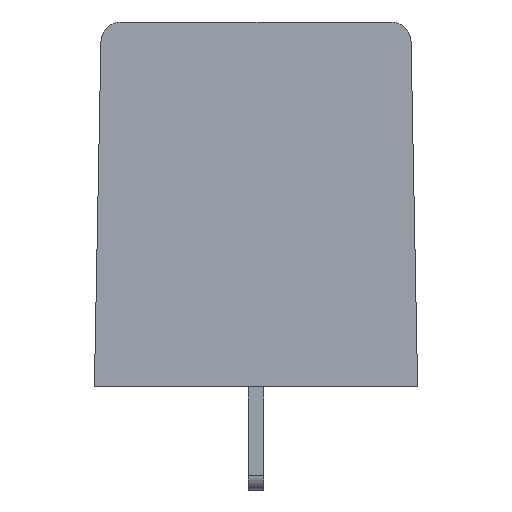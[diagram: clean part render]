
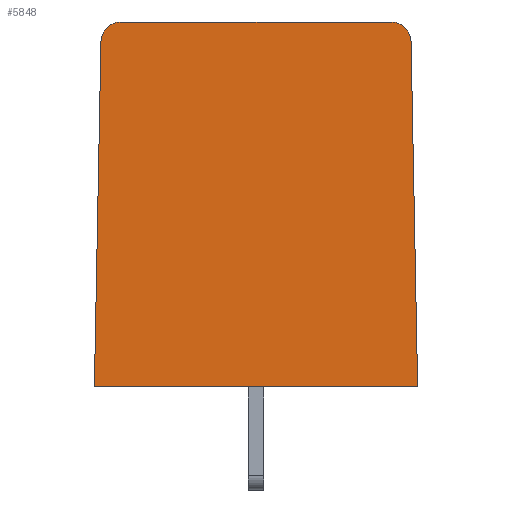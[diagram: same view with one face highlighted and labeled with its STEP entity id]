
A CAD part, left-side view. The second image highlights one B-rep face of the part: STEP entity #5848.
In plain terms, the highlighted planar face has unit normal (-1, 0, 0.011).
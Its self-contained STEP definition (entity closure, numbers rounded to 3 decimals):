
#5848=ADVANCED_FACE('',(#12174),#12176,.T.);
#12174=FACE_BOUND('',#12175,.T.);
#12175=EDGE_LOOP('',(#17428,#17429,#17430,#17431,#17432,#17433));
#12176=PLANE('',#12177);
#12177=AXIS2_PLACEMENT_3D('',#12178,#12179,#12180);
#12178=CARTESIAN_POINT('',(-48.45,8.15,0.));
#12179=DIRECTION('',(-1.,0.,0.011));
#12180=DIRECTION('',(0.,-1.,0.));
#17428=ORIENTED_EDGE('',*,*,#20326,.F.);
#17429=ORIENTED_EDGE('',*,*,#20335,.F.);
#17430=ORIENTED_EDGE('',*,*,#20333,.F.);
#17431=ORIENTED_EDGE('',*,*,#20332,.F.);
#17432=ORIENTED_EDGE('',*,*,#20329,.T.);
#17433=ORIENTED_EDGE('',*,*,#20327,.T.);
#20326=EDGE_CURVE('',#23703,#23701,#23705,.F.);
#20327=EDGE_CURVE('',#23706,#23701,#23707,.T.);
#20329=EDGE_CURVE('',#23709,#23706,#23710,.T.);
#20332=EDGE_CURVE('',#23709,#23712,#23714,.T.);
#20333=EDGE_CURVE('',#23712,#23715,#23716,.T.);
#20335=EDGE_CURVE('',#23715,#23703,#23718,.T.);
#23701=VERTEX_POINT('',#30843);
#23703=VERTEX_POINT('',#30847);
#23705=(BOUNDED_CURVE()B_SPLINE_CURVE(3,
(#30851,#30852,#30853,#30854),
.UNSPECIFIED.,.F.,.F.)B_SPLINE_CURVE_WITH_KNOTS((4,4),
(0.,1.),
.UNSPECIFIED.)CURVE()GEOMETRIC_REPRESENTATION_ITEM()RATIONAL_B_SPLINE_CURVE((1.,
0.809,0.809,1.))REPRESENTATION_ITEM(''));
#23706=VERTEX_POINT('',#30855);
#23707=LINE('',#30856,#30857);
#23709=VERTEX_POINT('',#30862);
#23710=LINE('',#30863,#30864);
#23712=VERTEX_POINT('',#30869);
#23714=LINE('',#30873,#30874);
#23715=VERTEX_POINT('',#30876);
#23716=(BOUNDED_CURVE()B_SPLINE_CURVE(3,
(#30877,#30878,#30879,#30880),
.UNSPECIFIED.,.F.,.F.)B_SPLINE_CURVE_WITH_KNOTS((4,4),
(0.,1.),
.UNSPECIFIED.)CURVE()GEOMETRIC_REPRESENTATION_ITEM()RATIONAL_B_SPLINE_CURVE((1.,
0.809,0.809,1.))REPRESENTATION_ITEM(''));
#23718=LINE('',#30884,#30885);
#30843=CARTESIAN_POINT('',(-48.261,-7.819,17.419));
#30847=CARTESIAN_POINT('',(-48.25,-6.819,18.4));
#30851=CARTESIAN_POINT('',(-48.261,-7.819,17.419));
#30852=CARTESIAN_POINT('',(-48.254,-7.808,17.996));
#30853=CARTESIAN_POINT('',(-48.25,-7.396,18.4));
#30854=CARTESIAN_POINT('',(-48.25,-6.819,18.4));
#30855=CARTESIAN_POINT('',(-48.45,-8.15,0.));
#30856=CARTESIAN_POINT('',(-48.45,-8.15,0.));
#30857=VECTOR('',#30858,1.);
#30858=DIRECTION('',(0.011,0.019,1.));
#30862=CARTESIAN_POINT('',(-48.45,8.15,0.));
#30863=CARTESIAN_POINT('',(-48.45,8.15,0.));
#30864=VECTOR('',#30865,1.);
#30865=DIRECTION('',(0.,-1.,0.));
#30869=CARTESIAN_POINT('',(-48.261,7.819,17.419));
#30873=CARTESIAN_POINT('',(-48.45,8.15,0.));
#30874=VECTOR('',#30875,1.);
#30875=DIRECTION('',(0.011,-0.019,1.));
#30876=CARTESIAN_POINT('',(-48.25,6.819,18.4));
#30877=CARTESIAN_POINT('',(-48.261,7.819,17.419));
#30878=CARTESIAN_POINT('',(-48.254,7.808,17.996));
#30879=CARTESIAN_POINT('',(-48.25,7.396,18.4));
#30880=CARTESIAN_POINT('',(-48.25,6.819,18.4));
#30884=CARTESIAN_POINT('',(-48.25,6.819,18.4));
#30885=VECTOR('',#30886,1.);
#30886=DIRECTION('',(0.,-1.,0.));
